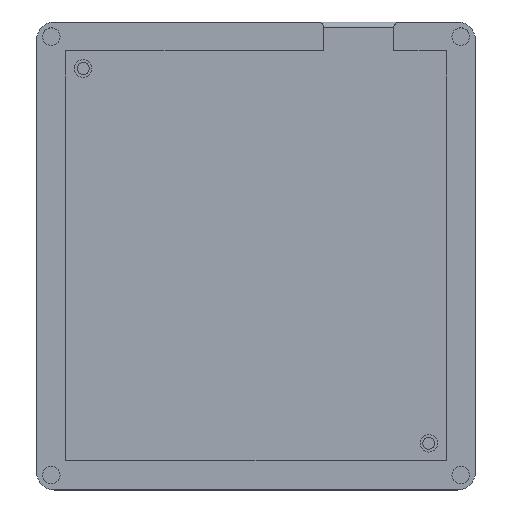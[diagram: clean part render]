
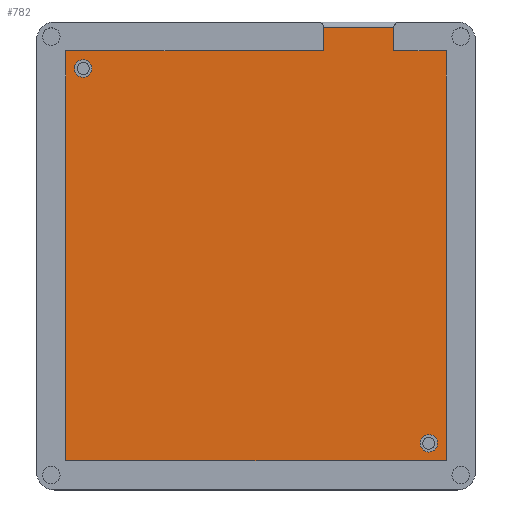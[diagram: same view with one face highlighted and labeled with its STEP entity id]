
A CAD part, top view. The second image highlights one B-rep face of the part: STEP entity #782.
In plain terms, the highlighted planar face has unit normal (0, 0, 1).
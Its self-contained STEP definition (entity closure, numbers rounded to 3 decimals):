
#279 = VERTEX_POINT('',#280);
#280 = CARTESIAN_POINT('',(49.05,79.,16.));
#329 = EDGE_CURVE('',#279,#330,#332,.T.);
#330 = VERTEX_POINT('',#331);
#331 = CARTESIAN_POINT('',(49.05,75.05,16.));
#332 = LINE('',#333,#334);
#333 = CARTESIAN_POINT('',(49.05,80.,16.));
#334 = VECTOR('',#335,1.);
#335 = DIRECTION('',(0.,-1.,0.));
#377 = EDGE_CURVE('',#330,#378,#380,.T.);
#378 = VERTEX_POINT('',#379);
#379 = CARTESIAN_POINT('',(4.95,75.05,16.));
#380 = LINE('',#381,#382);
#381 = CARTESIAN_POINT('',(70.05,75.05,16.));
#382 = VECTOR('',#383,1.);
#383 = DIRECTION('',(-1.,0.,0.));
#425 = EDGE_CURVE('',#378,#426,#428,.T.);
#426 = VERTEX_POINT('',#427);
#427 = CARTESIAN_POINT('',(4.95,4.95,16.));
#428 = LINE('',#429,#430);
#429 = CARTESIAN_POINT('',(4.95,75.05,16.));
#430 = VECTOR('',#431,1.);
#431 = DIRECTION('',(0.,-1.,0.));
#473 = EDGE_CURVE('',#426,#474,#476,.T.);
#474 = VERTEX_POINT('',#475);
#475 = CARTESIAN_POINT('',(70.05,4.95,16.));
#476 = LINE('',#477,#478);
#477 = CARTESIAN_POINT('',(4.95,4.95,16.));
#478 = VECTOR('',#479,1.);
#479 = DIRECTION('',(1.,0.,0.));
#522 = EDGE_CURVE('',#474,#523,#525,.T.);
#523 = VERTEX_POINT('',#524);
#524 = CARTESIAN_POINT('',(70.05,75.05,16.));
#525 = LINE('',#526,#527);
#526 = CARTESIAN_POINT('',(70.05,4.95,16.));
#527 = VECTOR('',#528,1.);
#528 = DIRECTION('',(0.,1.,0.));
#571 = EDGE_CURVE('',#523,#572,#574,.T.);
#572 = VERTEX_POINT('',#573);
#573 = CARTESIAN_POINT('',(61.05,75.05,16.));
#574 = LINE('',#575,#576);
#575 = CARTESIAN_POINT('',(70.05,75.05,16.));
#576 = VECTOR('',#577,1.);
#577 = DIRECTION('',(-1.,0.,0.));
#613 = EDGE_CURVE('',#572,#614,#616,.T.);
#614 = VERTEX_POINT('',#615);
#615 = CARTESIAN_POINT('',(61.05,79.,16.));
#616 = LINE('',#617,#618);
#617 = CARTESIAN_POINT('',(61.05,75.05,16.));
#618 = VECTOR('',#619,1.);
#619 = DIRECTION('',(0.,1.,0.));
#754 = EDGE_CURVE('',#614,#279,#755,.T.);
#755 = LINE('',#756,#757);
#756 = CARTESIAN_POINT('',(61.05,79.,16.));
#757 = VECTOR('',#758,1.);
#758 = DIRECTION('',(-1.,0.,0.));
#782 = ADVANCED_FACE('',(#783,#793,#804),#815,.T.);
#783 = FACE_BOUND('',#784,.T.);
#784 = EDGE_LOOP('',(#785,#786,#787,#788,#789,#790,#791,#792));
#785 = ORIENTED_EDGE('',*,*,#613,.T.);
#786 = ORIENTED_EDGE('',*,*,#754,.T.);
#787 = ORIENTED_EDGE('',*,*,#329,.T.);
#788 = ORIENTED_EDGE('',*,*,#377,.T.);
#789 = ORIENTED_EDGE('',*,*,#425,.T.);
#790 = ORIENTED_EDGE('',*,*,#473,.T.);
#791 = ORIENTED_EDGE('',*,*,#522,.T.);
#792 = ORIENTED_EDGE('',*,*,#571,.T.);
#793 = FACE_BOUND('',#794,.T.);
#794 = EDGE_LOOP('',(#795));
#795 = ORIENTED_EDGE('',*,*,#796,.F.);
#796 = EDGE_CURVE('',#797,#797,#799,.T.);
#797 = VERTEX_POINT('',#798);
#798 = CARTESIAN_POINT('',(68.55,7.95,16.));
#799 = CIRCLE('',#800,1.5);
#800 = AXIS2_PLACEMENT_3D('',#801,#802,#803);
#801 = CARTESIAN_POINT('',(67.05,7.95,16.));
#802 = DIRECTION('',(0.,0.,1.));
#803 = DIRECTION('',(1.,0.,0.));
#804 = FACE_BOUND('',#805,.T.);
#805 = EDGE_LOOP('',(#806));
#806 = ORIENTED_EDGE('',*,*,#807,.F.);
#807 = EDGE_CURVE('',#808,#808,#810,.T.);
#808 = VERTEX_POINT('',#809);
#809 = CARTESIAN_POINT('',(9.45,72.05,16.));
#810 = CIRCLE('',#811,1.5);
#811 = AXIS2_PLACEMENT_3D('',#812,#813,#814);
#812 = CARTESIAN_POINT('',(7.95,72.05,16.));
#813 = DIRECTION('',(0.,0.,1.));
#814 = DIRECTION('',(1.,0.,0.));
#815 = PLANE('',#816);
#816 = AXIS2_PLACEMENT_3D('',#817,#818,#819);
#817 = CARTESIAN_POINT('',(38.12,41.537,16.));
#818 = DIRECTION('',(0.,0.,1.));
#819 = DIRECTION('',(1.,0.,0.));
